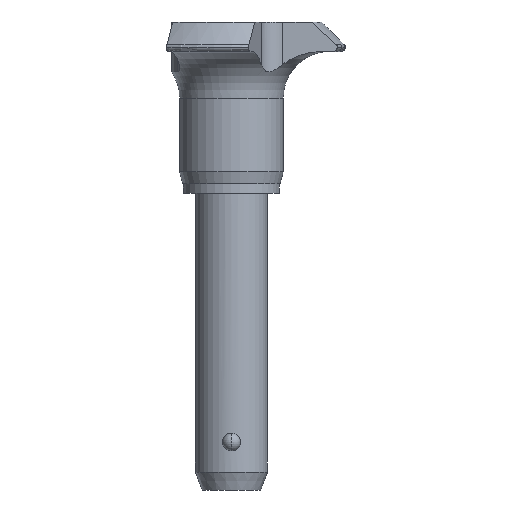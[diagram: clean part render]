
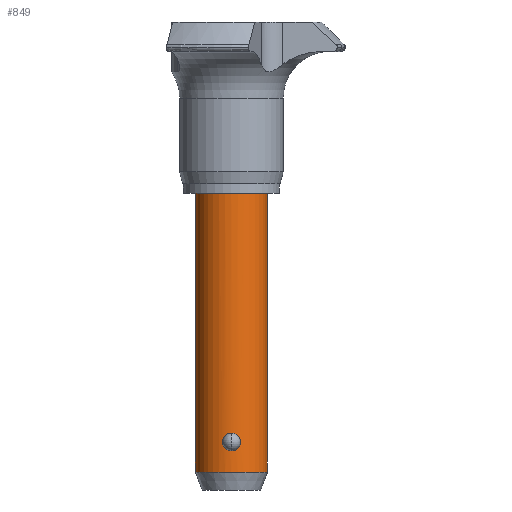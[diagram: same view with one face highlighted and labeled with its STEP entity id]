
A CAD part, front view. The second image highlights one B-rep face of the part: STEP entity #849.
In plain terms, the highlighted cylindrical face has radius 6 mm (diameter 12 mm), a partial arc.
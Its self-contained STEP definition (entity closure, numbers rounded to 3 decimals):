
#491=EDGE_CURVE('',#697,#647,#1129,.T.);
#553=VERTEX_POINT('',#1196);
#647=VERTEX_POINT('',#1300);
#671=VERTEX_POINT('',#1327);
#691=EDGE_CURVE('',#553,#787,#1351,.T.);
#697=VERTEX_POINT('',#1357);
#709=EDGE_CURVE('',#753,#787,#1370,.T.);
#715=EDGE_CURVE('',#647,#671,#1376,.T.);
#751=EDGE_CURVE('',#671,#697,#1413,.T.);
#753=VERTEX_POINT('',#1415);
#761=VERTEX_POINT('',#1423);
#779=EDGE_CURVE('',#753,#761,#1443,.T.);
#787=VERTEX_POINT('',#1452);
#809=EDGE_CURVE('',#553,#761,#1478,.T.);
#849=ADVANCED_FACE('',(#1522,#1523),#1524,.T.);
#1129=B_SPLINE_CURVE_WITH_KNOTS('',3,(#2022,#2023,#2024,#2025,#2026,#2027,#2028,#2029,#2030,#2031,#2032,#2033,#2034,#2035,#2036,#2037,#2038,#2039,#2040,#2041,#2042,#2043,#2044,#2045,#2046,#2047),.UNSPECIFIED.,.F.,.F.,(4,2,2,2,2,2,2,2,2,2,2,2,4),(2.233,2.61,2.986,3.216,3.446,3.956,4.467,4.977,5.487,5.717,5.947,6.324,6.7),.UNSPECIFIED.);
#1196=CARTESIAN_POINT('',(6.,0.,-0.986));
#1300=CARTESIAN_POINT('',(0.,-6.,-41.007));
#1327=CARTESIAN_POINT('',(1.499,-5.81,-42.486));
#1351=LINE('',#2541,#2542);
#1357=CARTESIAN_POINT('',(0.,-6.,-43.965));
#1370=CIRCLE('',#2571,6.);
#1376=B_SPLINE_CURVE_WITH_KNOTS('',3,(#2580,#2581,#2582,#2583,#2584,#2585,#2586,#2587,#2588,#2589,#2590,#2591,#2592,#2593),.UNSPECIFIED.,.F.,.F.,(4,2,2,2,2,2,4),(6.7,7.077,7.453,7.683,7.913,8.423,8.934),.UNSPECIFIED.);
#1413=B_SPLINE_CURVE_WITH_KNOTS('',3,(#2650,#2651,#2652,#2653,#2654,#2655,#2656,#2657,#2658,#2659,#2660,#2661,#2662,#2663),.UNSPECIFIED.,.F.,.F.,(4,2,2,2,2,2,4),(0.0,0.51,1.021,1.251,1.481,1.857,2.233),.UNSPECIFIED.);
#1415=CARTESIAN_POINT('',(-6.,0.,-47.486));
#1423=CARTESIAN_POINT('',(-6.,0.,-0.986));
#1443=LINE('',#2725,#2726);
#1452=CARTESIAN_POINT('',(6.,0.,-47.486));
#1478=CIRCLE('',#2787,6.);
#1522=FACE_OUTER_BOUND('',#2860,.T.);
#1523=FACE_BOUND('',#2861,.T.);
#1524=CYLINDRICAL_SURFACE('',#2862,6.);
#2022=CARTESIAN_POINT('',(0.,-6.,-43.965));
#2023=CARTESIAN_POINT('',(-0.125,-6.,-43.965));
#2024=CARTESIAN_POINT('',(-0.262,-5.996,-43.949));
#2025=CARTESIAN_POINT('',(-0.524,-5.979,-43.88));
#2026=CARTESIAN_POINT('',(-0.65,-5.966,-43.827));
#2027=CARTESIAN_POINT('',(-0.824,-5.944,-43.727));
#2028=CARTESIAN_POINT('',(-0.893,-5.933,-43.68));
#2029=CARTESIAN_POINT('',(-1.022,-5.913,-43.575));
#2030=CARTESIAN_POINT('',(-1.082,-5.902,-43.517));
#2031=CARTESIAN_POINT('',(-1.244,-5.871,-43.333));
#2032=CARTESIAN_POINT('',(-1.34,-5.849,-43.177));
#2033=CARTESIAN_POINT('',(-1.468,-5.818,-42.838));
#2034=CARTESIAN_POINT('',(-1.499,-5.81,-42.656));
#2035=CARTESIAN_POINT('',(-1.499,-5.81,-42.316));
#2036=CARTESIAN_POINT('',(-1.468,-5.818,-42.134));
#2037=CARTESIAN_POINT('',(-1.34,-5.849,-41.796));
#2038=CARTESIAN_POINT('',(-1.244,-5.871,-41.639));
#2039=CARTESIAN_POINT('',(-1.082,-5.902,-41.456));
#2040=CARTESIAN_POINT('',(-1.022,-5.913,-41.397));
#2041=CARTESIAN_POINT('',(-0.893,-5.933,-41.292));
#2042=CARTESIAN_POINT('',(-0.824,-5.944,-41.245));
#2043=CARTESIAN_POINT('',(-0.65,-5.966,-41.146));
#2044=CARTESIAN_POINT('',(-0.524,-5.979,-41.093));
#2045=CARTESIAN_POINT('',(-0.262,-5.996,-41.023));
#2046=CARTESIAN_POINT('',(-0.125,-6.,-41.007));
#2047=CARTESIAN_POINT('',(0.,-6.,-41.007));
#2541=CARTESIAN_POINT('',(6.,0.,-24.236));
#2542=VECTOR('',#3588,1.0);
#2571=AXIS2_PLACEMENT_3D('',#3601,#3602,#3603);
#2580=CARTESIAN_POINT('',(0.,-6.,-41.007));
#2581=CARTESIAN_POINT('',(0.125,-6.,-41.007));
#2582=CARTESIAN_POINT('',(0.262,-5.996,-41.023));
#2583=CARTESIAN_POINT('',(0.524,-5.979,-41.093));
#2584=CARTESIAN_POINT('',(0.65,-5.966,-41.146));
#2585=CARTESIAN_POINT('',(0.824,-5.944,-41.245));
#2586=CARTESIAN_POINT('',(0.893,-5.933,-41.292));
#2587=CARTESIAN_POINT('',(1.022,-5.913,-41.397));
#2588=CARTESIAN_POINT('',(1.082,-5.902,-41.456));
#2589=CARTESIAN_POINT('',(1.244,-5.871,-41.639));
#2590=CARTESIAN_POINT('',(1.34,-5.849,-41.796));
#2591=CARTESIAN_POINT('',(1.468,-5.818,-42.134));
#2592=CARTESIAN_POINT('',(1.499,-5.81,-42.316));
#2593=CARTESIAN_POINT('',(1.499,-5.81,-42.486));
#2650=CARTESIAN_POINT('',(1.499,-5.81,-42.486));
#2651=CARTESIAN_POINT('',(1.499,-5.81,-42.656));
#2652=CARTESIAN_POINT('',(1.468,-5.818,-42.838));
#2653=CARTESIAN_POINT('',(1.34,-5.849,-43.177));
#2654=CARTESIAN_POINT('',(1.244,-5.871,-43.333));
#2655=CARTESIAN_POINT('',(1.082,-5.902,-43.517));
#2656=CARTESIAN_POINT('',(1.022,-5.913,-43.575));
#2657=CARTESIAN_POINT('',(0.893,-5.933,-43.68));
#2658=CARTESIAN_POINT('',(0.824,-5.944,-43.727));
#2659=CARTESIAN_POINT('',(0.65,-5.966,-43.827));
#2660=CARTESIAN_POINT('',(0.524,-5.979,-43.88));
#2661=CARTESIAN_POINT('',(0.262,-5.996,-43.949));
#2662=CARTESIAN_POINT('',(0.125,-6.,-43.965));
#2663=CARTESIAN_POINT('',(0.,-6.,-43.965));
#2725=CARTESIAN_POINT('',(-6.,0.,-24.236));
#2726=VECTOR('',#3651,1.0);
#2787=AXIS2_PLACEMENT_3D('',#3698,#3699,#3700);
#2860=EDGE_LOOP('',(#3750,#3751,#3752,#3753));
#2861=EDGE_LOOP('',(#3754,#3755,#3756));
#2862=AXIS2_PLACEMENT_3D('',#3757,#3758,#3759);
#3588=DIRECTION('',(-0.0,-0.0,-1.0));
#3601=CARTESIAN_POINT('',(0.,0.,-47.486));
#3602=DIRECTION('',(0.0,0.0,1.0));
#3603=DIRECTION('',(-1.0,0.,0.0));
#3651=DIRECTION('',(0.0,0.0,1.0));
#3698=CARTESIAN_POINT('',(0.,0.,-0.986));
#3699=DIRECTION('',(-0.0,0.0,-1.0));
#3700=DIRECTION('',(-1.0,0.,0.0));
#3750=ORIENTED_EDGE('',*,*,#779,.F.);
#3751=ORIENTED_EDGE('',*,*,#709,.T.);
#3752=ORIENTED_EDGE('',*,*,#691,.F.);
#3753=ORIENTED_EDGE('',*,*,#809,.T.);
#3754=ORIENTED_EDGE('',*,*,#751,.T.);
#3755=ORIENTED_EDGE('',*,*,#491,.T.);
#3756=ORIENTED_EDGE('',*,*,#715,.T.);
#3757=CARTESIAN_POINT('',(0.,0.,-24.236));
#3758=DIRECTION('',(-0.0,-0.0,-1.0));
#3759=DIRECTION('',(-1.0,0.,0.0));
